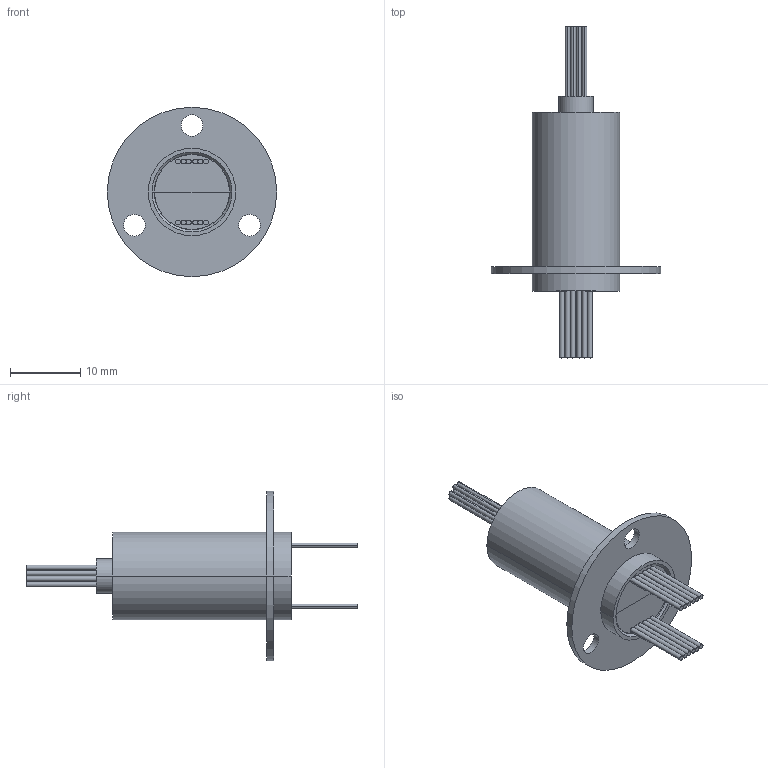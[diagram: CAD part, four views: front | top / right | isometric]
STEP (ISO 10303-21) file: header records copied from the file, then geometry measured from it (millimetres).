
FILE_DESCRIPTION((''),'2;1');
FILE_NAME('MI12X4AL_ASM','2011-07-21T',('MEGAUTO'),('MEGAUTO'),'PRO/ENGINEER BY PARAMETRIC TECHNOLOGY CORPORATION, 2009280','PRO/ENGINEER BY PARAMETRIC TECHNOLOGY CORPORATION, 2009280','');
FILE_SCHEMA(('CONFIG_CONTROL_DESIGN'));
Length unit declared in the file: millimetre
Products named in the file (12): MI12X4AL-ROTOR_INSERT; MI12X4AL-BUSHING; MR74ZZ; MR85ZZ; RING; MI12X4AL-ROTOR; WIPER; Rotor_1; Rotor_2; MI12X4AL-HOUSING; CABLE; MI12X4AL_ASM
Assembly tree (34 placements, depth 3):
  MI12X4AL_ASM
    MI12X4AL-ROTOR_INSERT
    MI12X4AL-BUSHING
    MR74ZZ
    MR85ZZ
    RING  x12
    Rotor_1
      MI12X4AL-ROTOR
      WIPER  x6
    Rotor_2
      MI12X4AL-ROTOR
      WIPER  x6
    MI12X4AL-HOUSING
    CABLE
Bounding box: 24.2 x 47.4 x 24.2 mm (x, y, z)
Volume: 3678.8 mm3; surface area: 6439.1 mm2
Topology: 57 solids, 57 shells, 547 faces, 1088 edges, 626 vertices
Faces by surface type: cylinder 252, plane 139, torus 80, cone 52, sphere 24
Entity records: 6848 total; most frequent: DIRECTION 1378, CARTESIAN_POINT 1079, ORIENTED_EDGE 932, AXIS2_PLACEMENT_3D 601, EDGE_CURVE 466, VERTEX_POINT 302, EDGE_LOOP 290, CIRCLE 290
